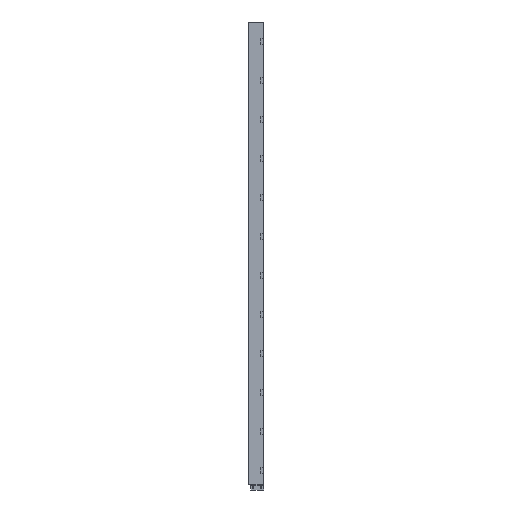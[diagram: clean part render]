
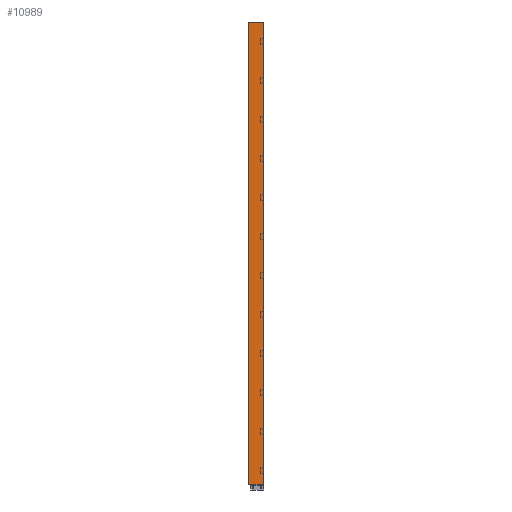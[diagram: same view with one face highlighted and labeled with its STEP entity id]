
A CAD part, left-side view. The second image highlights one B-rep face of the part: STEP entity #10989.
In plain terms, the highlighted planar face has unit normal (-1, 0, 0).
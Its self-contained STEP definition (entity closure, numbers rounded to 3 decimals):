
#32 = LINE ( 'NONE', #588, #36 ) ;
#36 = VECTOR ( 'NONE', #589, 1000. ) ;
#468 = FACE_OUTER_BOUND ( 'NONE', #6685, .T. ) ;
#588 = CARTESIAN_POINT ( 'NONE',  ( -597.8, -19.909, -1483.71 ) ) ;
#589 = DIRECTION ( 'NONE',  ( 0., 1., 0. ) ) ;
#3092 = ORIENTED_EDGE ( 'NONE', *, *, #8838, .F. ) ;
#3093 = ORIENTED_EDGE ( 'NONE', *, *, #8829, .F. ) ;
#3094 = ORIENTED_EDGE ( 'NONE', *, *, #8836, .T. ) ;
#3095 = ORIENTED_EDGE ( 'NONE', *, *, #8843, .T. ) ;
#3096 = ORIENTED_EDGE ( 'NONE', *, *, #9092, .F. ) ;
#3599 = CARTESIAN_POINT ( 'NONE',  ( -597.8, -19.909, -1483.71 ) ) ;
#3614 = CARTESIAN_POINT ( 'NONE',  ( -597.8, -19.909, 1483.71 ) ) ;
#3618 = CARTESIAN_POINT ( 'NONE',  ( -597.8, 78.291, 1483.71 ) ) ;
#4227 = CARTESIAN_POINT ( 'NONE',  ( -597.8, -19.909, 1483.71 ) ) ;
#4229 = DIRECTION ( 'NONE',  ( 0., 0., -1. ) ) ;
#4235 = DIRECTION ( 'NONE',  ( 0., 1., 0. ) ) ;
#4241 = CARTESIAN_POINT ( 'NONE',  ( -597.8, -19.909, 1483.71 ) ) ;
#4242 = CARTESIAN_POINT ( 'NONE',  ( -597.8, -19.909, -1483.71 ) ) ;
#4243 = DIRECTION ( 'NONE',  ( 0., 1., 0. ) ) ;
#4245 = CARTESIAN_POINT ( 'NONE',  ( -597.8, 78.291, 1483.71 ) ) ;
#4258 = DIRECTION ( 'NONE',  ( 0., 0., -1. ) ) ;
#4785 = LINE ( 'NONE', #4227, #4788 ) ;
#4788 = VECTOR ( 'NONE', #4229, 1000. ) ;
#4798 = LINE ( 'NONE', #4241, #4801 ) ;
#4800 = LINE ( 'NONE', #4245, #4814 ) ;
#4801 = VECTOR ( 'NONE', #4243, 1000. ) ;
#4802 = LINE ( 'NONE', #4242, #4804 ) ;
#4804 = VECTOR ( 'NONE', #4235, 1000. ) ;
#4814 = VECTOR ( 'NONE', #4258, 1000. ) ;
#6144 = AXIS2_PLACEMENT_3D ( 'NONE', #11377, #11386, #11387 ) ;
#6503 = CARTESIAN_POINT ( 'NONE',  ( -597.8, 62.151, -1483.71 ) ) ;
#6507 = CARTESIAN_POINT ( 'NONE',  ( -597.8, 78.291, -1483.71 ) ) ;
#6685 = EDGE_LOOP ( 'NONE', ( #3092, #3093, #3094, #3095, #3096 ) ) ;
#8357 = VERTEX_POINT ( 'NONE', #6503 ) ;
#8361 = VERTEX_POINT ( 'NONE', #6507 ) ;
#8455 = VERTEX_POINT ( 'NONE', #3599 ) ;
#8463 = VERTEX_POINT ( 'NONE', #3614 ) ;
#8465 = VERTEX_POINT ( 'NONE', #3618 ) ;
#8829 = EDGE_CURVE ( 'NONE', #8463, #8455, #4785, .T. ) ;
#8836 = EDGE_CURVE ( 'NONE', #8463, #8465, #4798, .T. ) ;
#8838 = EDGE_CURVE ( 'NONE', #8455, #8357, #4802, .T. ) ;
#8843 = EDGE_CURVE ( 'NONE', #8465, #8361, #4800, .T. ) ;
#9092 = EDGE_CURVE ( 'NONE', #8357, #8361, #32, .T. ) ;
#10989 = ADVANCED_FACE ( 'NONE', ( #468 ), #11384, .F. ) ;
#11377 = CARTESIAN_POINT ( 'NONE',  ( -597.8, -19.909, 1483.71 ) ) ;
#11384 = PLANE ( 'NONE',  #6144 ) ;
#11386 = DIRECTION ( 'NONE',  ( 1., 0., 0. ) ) ;
#11387 = DIRECTION ( 'NONE',  ( 0., -1., 0. ) ) ;
